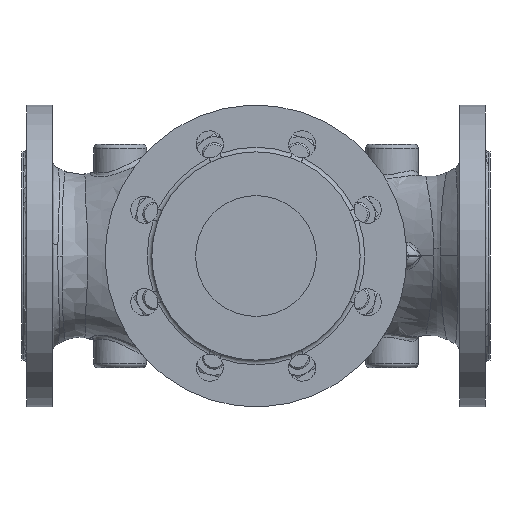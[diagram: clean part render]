
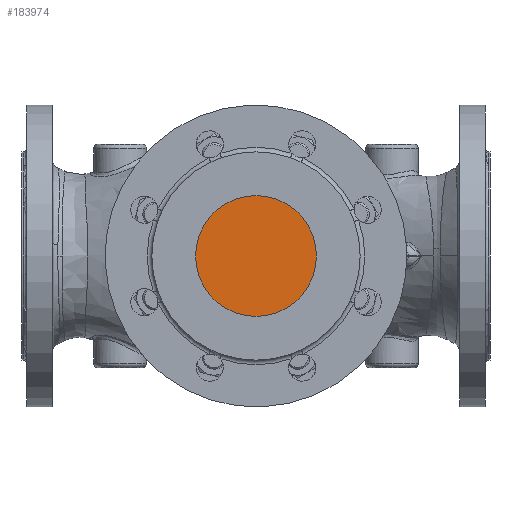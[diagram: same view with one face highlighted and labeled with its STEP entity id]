
A CAD part, front view. The second image highlights one B-rep face of the part: STEP entity #183974.
In plain terms, the highlighted planar face has unit normal (0, -1, 0).
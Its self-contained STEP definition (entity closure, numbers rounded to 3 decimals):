
#18687 = VERTEX_POINT ( 'NONE', #73995 ) ;
#18924 = EDGE_CURVE ( 'NONE', #18687, #160751, #89051, .T. ) ;
#20358 = EDGE_CURVE ( 'NONE', #160751, #18687, #50789, .T. ) ;
#39729 = DIRECTION ( 'NONE',  ( 0., -1., 0. ) ) ;
#50365 = CARTESIAN_POINT ( 'NONE',  ( 0., -204., 0. ) ) ;
#50789 = CIRCLE ( 'NONE', #148103, 40. ) ;
#51004 = EDGE_LOOP ( 'NONE', ( #106712, #59541 ) ) ;
#51097 = PLANE ( 'NONE',  #205018 ) ;
#51837 = DIRECTION ( 'NONE',  ( 0., -1., 0. ) ) ;
#52647 = AXIS2_PLACEMENT_3D ( 'NONE', #144024, #39729, #161599 ) ;
#59541 = ORIENTED_EDGE ( 'NONE', *, *, #18924, .T. ) ;
#63449 = DIRECTION ( 'NONE',  ( 0., -1., 0. ) ) ;
#73995 = CARTESIAN_POINT ( 'NONE',  ( -40., -204., 0. ) ) ;
#89051 = CIRCLE ( 'NONE', #52647, 40. ) ;
#106712 = ORIENTED_EDGE ( 'NONE', *, *, #20358, .T. ) ;
#144024 = CARTESIAN_POINT ( 'NONE',  ( 0., -204., 0. ) ) ;
#148103 = AXIS2_PLACEMENT_3D ( 'NONE', #167834, #63449, #185330 ) ;
#160751 = VERTEX_POINT ( 'NONE', #171497 ) ;
#161599 = DIRECTION ( 'NONE',  ( 1., 0., 0. ) ) ;
#167834 = CARTESIAN_POINT ( 'NONE',  ( 0., -204., 0. ) ) ;
#171497 = CARTESIAN_POINT ( 'NONE',  ( 40., -204., 0. ) ) ;
#173700 = DIRECTION ( 'NONE',  ( 1., 0., 0. ) ) ;
#175745 = FACE_OUTER_BOUND ( 'NONE', #51004, .T. ) ;
#183974 = ADVANCED_FACE ( 'NONE', ( #175745 ), #51097, .T. ) ;
#185330 = DIRECTION ( 'NONE',  ( 1., 0., 0. ) ) ;
#205018 = AXIS2_PLACEMENT_3D ( 'NONE', #50365, #51837, #173700 ) ;
